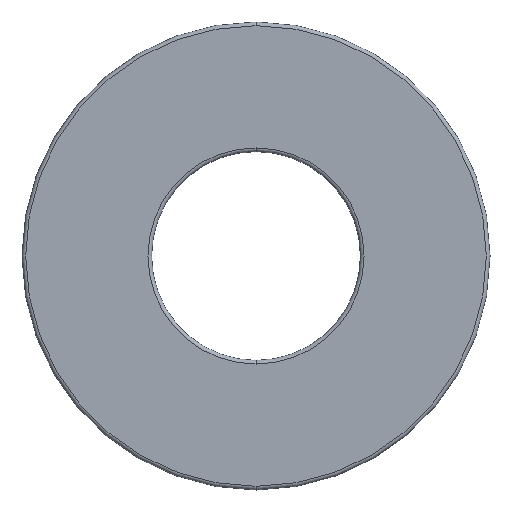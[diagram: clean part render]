
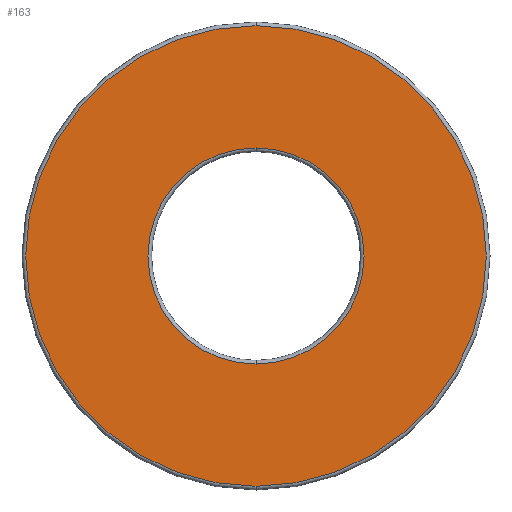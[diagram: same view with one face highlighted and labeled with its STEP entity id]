
A CAD part, front view. The second image highlights one B-rep face of the part: STEP entity #163.
In plain terms, the highlighted planar face has unit normal (0, -1, 0).
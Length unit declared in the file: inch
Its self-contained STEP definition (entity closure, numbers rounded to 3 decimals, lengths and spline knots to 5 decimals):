
#6 = DIRECTION ( 'NONE',  ( 0., -1., 0. ) ) ;
#24 = CARTESIAN_POINT ( 'NONE',  ( 0., 0., 0. ) ) ;
#39 = DIRECTION ( 'NONE',  ( 0., 0., 1. ) ) ;
#44 = CIRCLE ( 'NONE', #298, 0.31 ) ;
#48 = VERTEX_POINT ( 'NONE', #294 ) ;
#58 = DIRECTION ( 'NONE',  ( 0., 0., 1. ) ) ;
#70 = EDGE_CURVE ( 'NONE', #296, #157, #307, .T. ) ;
#79 = DIRECTION ( 'NONE',  ( 0., 1., 0. ) ) ;
#85 = CIRCLE ( 'NONE', #88, 0.31 ) ;
#88 = AXIS2_PLACEMENT_3D ( 'NONE', #24, #112, #58 ) ;
#89 = VERTEX_POINT ( 'NONE', #177 ) ;
#90 = ORIENTED_EDGE ( 'NONE', *, *, #132, .T. ) ;
#97 = EDGE_LOOP ( 'NONE', ( #371, #199 ) ) ;
#107 = CARTESIAN_POINT ( 'NONE',  ( 0., 0., 0. ) ) ;
#108 = ORIENTED_EDGE ( 'NONE', *, *, #419, .T. ) ;
#111 = AXIS2_PLACEMENT_3D ( 'NONE', #107, #79, #218 ) ;
#112 = DIRECTION ( 'NONE',  ( 0., -1., 0. ) ) ;
#132 = EDGE_CURVE ( 'NONE', #89, #48, #44, .T. ) ;
#151 = FACE_BOUND ( 'NONE', #97, .T. ) ;
#152 = DIRECTION ( 'NONE',  ( 0., 1., 0. ) ) ;
#157 = VERTEX_POINT ( 'NONE', #344 ) ;
#158 = FACE_OUTER_BOUND ( 'NONE', #372, .T. ) ;
#163 = ADVANCED_FACE ( 'NONE', ( #158, #151 ), #169, .F. ) ;
#169 = PLANE ( 'NONE',  #205 ) ;
#177 = CARTESIAN_POINT ( 'NONE',  ( 0., 0., 0.31 ) ) ;
#199 = ORIENTED_EDGE ( 'NONE', *, *, #70, .T. ) ;
#205 = AXIS2_PLACEMENT_3D ( 'NONE', #410, #249, #386 ) ;
#218 = DIRECTION ( 'NONE',  ( 0., 0., 1. ) ) ;
#224 = CARTESIAN_POINT ( 'NONE',  ( 0., 0., 0. ) ) ;
#239 = CARTESIAN_POINT ( 'NONE',  ( 0., 0., 0. ) ) ;
#249 = DIRECTION ( 'NONE',  ( 0., 1., 0. ) ) ;
#294 = CARTESIAN_POINT ( 'NONE',  ( 0., 0., -0.31 ) ) ;
#296 = VERTEX_POINT ( 'NONE', #322 ) ;
#298 = AXIS2_PLACEMENT_3D ( 'NONE', #239, #6, #39 ) ;
#307 = CIRCLE ( 'NONE', #111, 0.1455 ) ;
#322 = CARTESIAN_POINT ( 'NONE',  ( 0., 0., -0.1455 ) ) ;
#344 = CARTESIAN_POINT ( 'NONE',  ( 0., 0., 0.1455 ) ) ;
#354 = AXIS2_PLACEMENT_3D ( 'NONE', #224, #152, #399 ) ;
#371 = ORIENTED_EDGE ( 'NONE', *, *, #406, .T. ) ;
#372 = EDGE_LOOP ( 'NONE', ( #90, #108 ) ) ;
#386 = DIRECTION ( 'NONE',  ( 0., 0., 1. ) ) ;
#399 = DIRECTION ( 'NONE',  ( 0., 0., 1. ) ) ;
#406 = EDGE_CURVE ( 'NONE', #157, #296, #408, .T. ) ;
#408 = CIRCLE ( 'NONE', #354, 0.1455 ) ;
#410 = CARTESIAN_POINT ( 'NONE',  ( 0., 0., 0. ) ) ;
#419 = EDGE_CURVE ( 'NONE', #48, #89, #85, .T. ) ;
